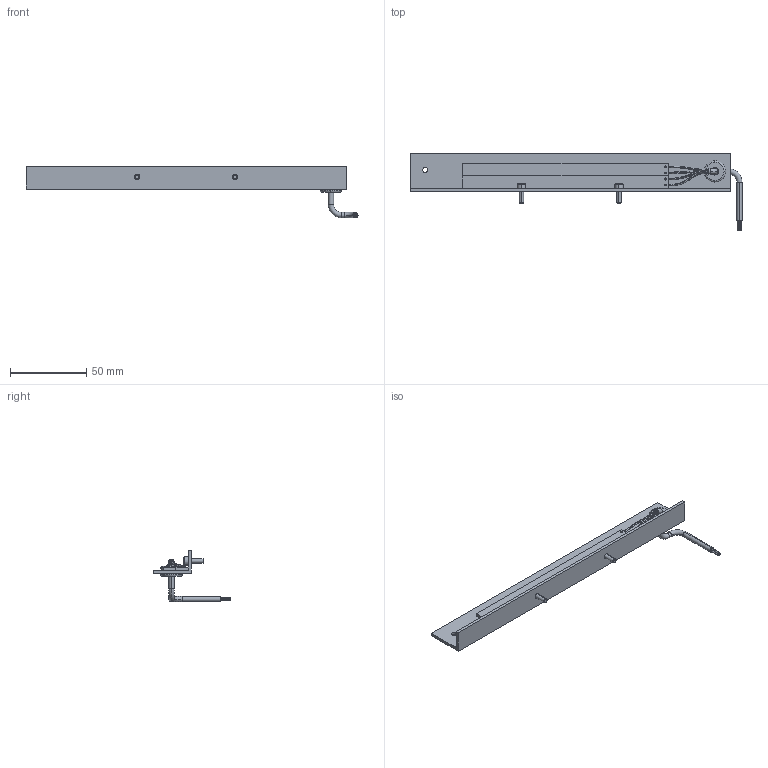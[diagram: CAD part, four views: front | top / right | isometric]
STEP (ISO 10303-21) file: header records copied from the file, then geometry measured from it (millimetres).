
FILE_DESCRIPTION (( 'STEP AP214' ), '1' );
FILE_NAME ('45770~3.STEP', '2019-11-22T09:43:43', ( '' ), ( '' ), 'SwSTEP 2.0', 'SolidWorks 2018', '' );
FILE_SCHEMA (( 'AUTOMOTIVE_DESIGN' ));
Length unit declared in the file: millimetre
Products named in the file (8): DIN912~n_M03,0x010; 45673~0_45770<S>; 55560~1_45770<S>; 8088~0_S; 45978~1_S; 45674~0_45770<S>; 39349~3_S; 45770~3
Assembly tree (8 placements, depth 3):
  45770~3
    45978~1_S
      39349~3_S
    45673~0_45770<S>
    45674~0_45770<S>
    8088~0_S
    55560~1_45770<S>
    DIN912~n_M03,0x010  x2
Bounding box: 217.75 x 51 x 33.75 mm (x, y, z)
Volume: 21662.1 mm3; surface area: 24719.4 mm2
Topology: 15 solids, 15 shells, 228 faces, 508 edges, 324 vertices
Faces by surface type: plane 90, cylinder 88, bspline 32, torus 10, cone 8
Entity records: 7199 total; most frequent: CARTESIAN_POINT 1630, DIRECTION 959, ORIENTED_EDGE 874, EDGE_CURVE 437, AXIS2_PLACEMENT_3D 375, VERTEX_POINT 278, EDGE_LOOP 227, LINE 209
